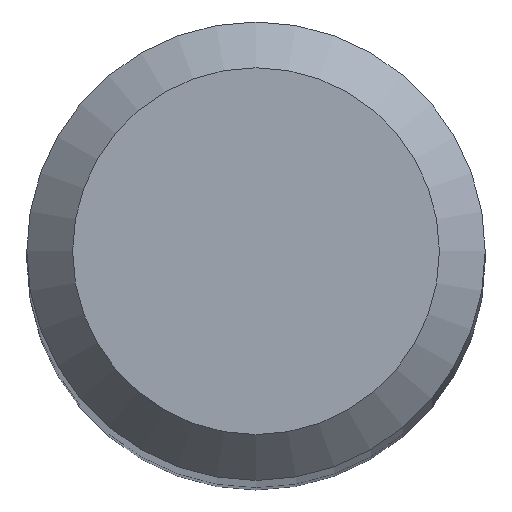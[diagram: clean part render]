
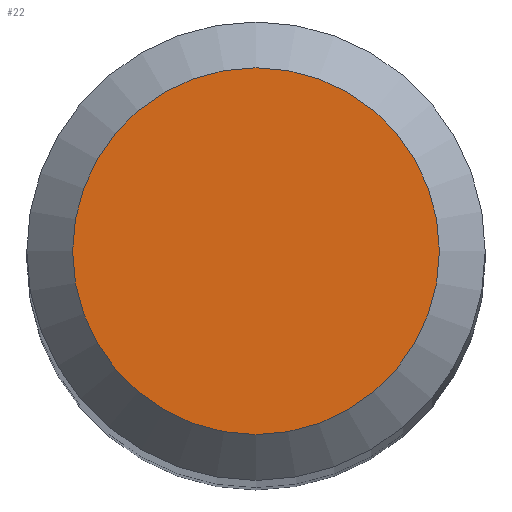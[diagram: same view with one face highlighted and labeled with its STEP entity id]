
A CAD part, top view. The second image highlights one B-rep face of the part: STEP entity #22.
In plain terms, the highlighted planar face has unit normal (0, 0, 1).
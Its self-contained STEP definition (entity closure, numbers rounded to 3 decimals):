
#22 = ADVANCED_FACE ( 'NONE', ( #33 ), #203, .F. ) ;
#25 = CIRCLE ( 'NONE', #137, 2. ) ;
#26 = EDGE_CURVE ( 'NONE', #99, #99, #25, .T. ) ;
#33 = FACE_OUTER_BOUND ( 'NONE', #135, .T. ) ;
#89 = DIRECTION ( 'NONE',  ( 0., 1., 0. ) ) ;
#90 = CARTESIAN_POINT ( 'NONE',  ( 0., 0., 60. ) ) ;
#99 = VERTEX_POINT ( 'NONE', #128 ) ;
#101 = DIRECTION ( 'NONE',  ( 0., 0., -1. ) ) ;
#113 = AXIS2_PLACEMENT_3D ( 'NONE', #90, #101, #117 ) ;
#115 = CARTESIAN_POINT ( 'NONE',  ( 0., 0., 60. ) ) ;
#117 = DIRECTION ( 'NONE',  ( 0., 1., 0. ) ) ;
#128 = CARTESIAN_POINT ( 'NONE',  ( 0., 2., 60. ) ) ;
#135 = EDGE_LOOP ( 'NONE', ( #138 ) ) ;
#137 = AXIS2_PLACEMENT_3D ( 'NONE', #115, #172, #89 ) ;
#138 = ORIENTED_EDGE ( 'NONE', *, *, #26, .F. ) ;
#172 = DIRECTION ( 'NONE',  ( 0., 0., -1. ) ) ;
#203 = PLANE ( 'NONE',  #113 ) ;
